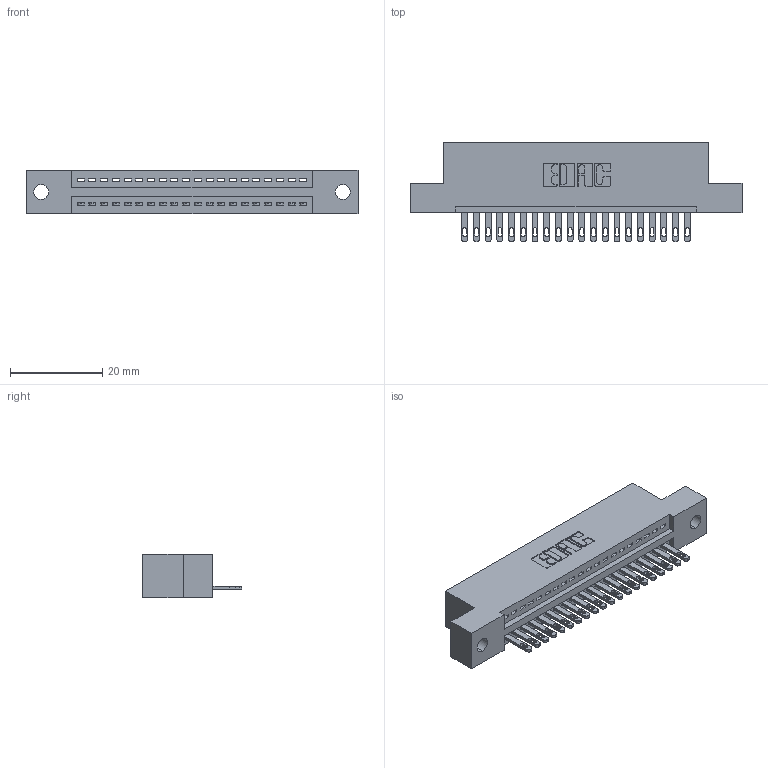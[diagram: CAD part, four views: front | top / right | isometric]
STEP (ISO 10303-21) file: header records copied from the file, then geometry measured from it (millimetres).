
FILE_DESCRIPTION (( 'STEP AP203' ), '1' );
FILE_NAME ('345-020-500-102.STEP', '2018-08-20T02:19:36', ( '' ), ( '' ), 'SwSTEP 2.0', 'SolidWorks 2016', '' );
FILE_SCHEMA (( 'CONFIG_CONTROL_DESIGN' ));
Length unit declared in the file: inch
Products named in the file (3): 345-292-001_345-293-100; 345-020-500-102; 345 Part_Flush Mounting Lugs - 0.128 Dia
Assembly tree (21 placements, depth 2):
  345-020-500-102
    345 Part_Flush Mounting Lugs - 0.128 Dia
    345-292-001_345-293-100  x20
Bounding box: 72.01 x 21.51 x 9.4 mm (x, y, z)
Volume: 6635 mm3; surface area: 8291.7 mm2
Topology: 21 solids, 21 shells, 1206 faces, 3701 edges, 2466 vertices
Faces by surface type: plane 760, cylinder 446
Entity records: 17947 total; most frequent: CARTESIAN_POINT 3116, ORIENTED_EDGE 3070, DIRECTION 2755, EDGE_CURVE 1535, LINE 1319, VECTOR 1319, VERTEX_POINT 1022, AXIS2_PLACEMENT_3D 718
